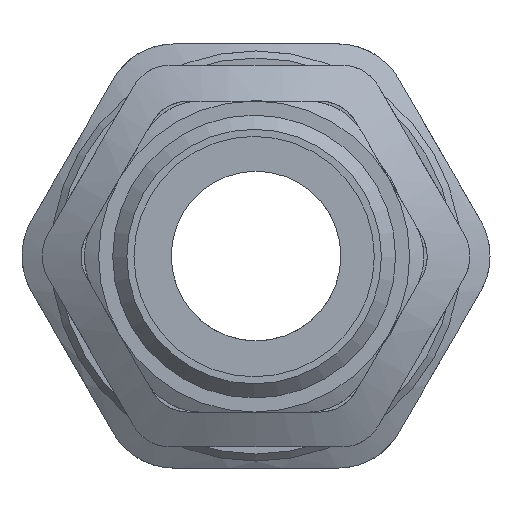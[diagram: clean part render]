
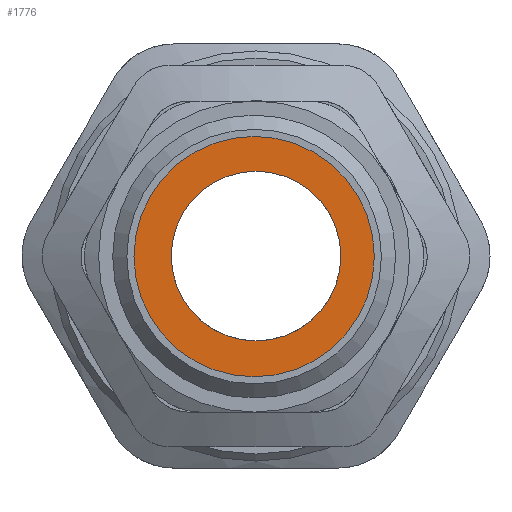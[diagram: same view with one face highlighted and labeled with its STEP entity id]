
A CAD part, front view. The second image highlights one B-rep face of the part: STEP entity #1776.
In plain terms, the highlighted planar face has unit normal (0, -1, 0).
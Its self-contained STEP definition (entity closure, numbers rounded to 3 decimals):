
#264=FACE_BOUND('',#425,.T.);
#278=PLANE('',#1909);
#317=FACE_OUTER_BOUND('',#424,.T.);
#424=EDGE_LOOP('',(#1213));
#425=EDGE_LOOP('',(#1214));
#701=CIRCLE('',#1908,8.5);
#702=CIRCLE('',#1910,6.);
#773=VERTEX_POINT('',#2527);
#774=VERTEX_POINT('',#2531);
#946=EDGE_CURVE('',#773,#773,#701,.T.);
#947=EDGE_CURVE('',#774,#774,#702,.T.);
#1213=ORIENTED_EDGE('',*,*,#946,.F.);
#1214=ORIENTED_EDGE('',*,*,#947,.F.);
#1776=ADVANCED_FACE('',(#317,#264),#278,.T.);
#1908=AXIS2_PLACEMENT_3D('',#2529,#2092,#2093);
#1909=AXIS2_PLACEMENT_3D('',#2530,#2094,#2095);
#1910=AXIS2_PLACEMENT_3D('',#2532,#2096,#2097);
#2092=DIRECTION('center_axis',(0.,1.,0.));
#2093=DIRECTION('ref_axis',(1.,0.,0.));
#2094=DIRECTION('center_axis',(0.,-1.,0.));
#2095=DIRECTION('ref_axis',(0.,0.,-1.));
#2096=DIRECTION('center_axis',(0.,-1.,0.));
#2097=DIRECTION('ref_axis',(0.5,0.,-0.866));
#2527=CARTESIAN_POINT('',(-13.21,-0.636,0.));
#2529=CARTESIAN_POINT('Origin',(-4.71,-0.636,0.));
#2530=CARTESIAN_POINT('Origin',(-4.71,-0.636,0.));
#2531=CARTESIAN_POINT('',(-10.574,-0.636,0.033));
#2532=CARTESIAN_POINT('Origin',(-4.574,-0.636,0.033));
